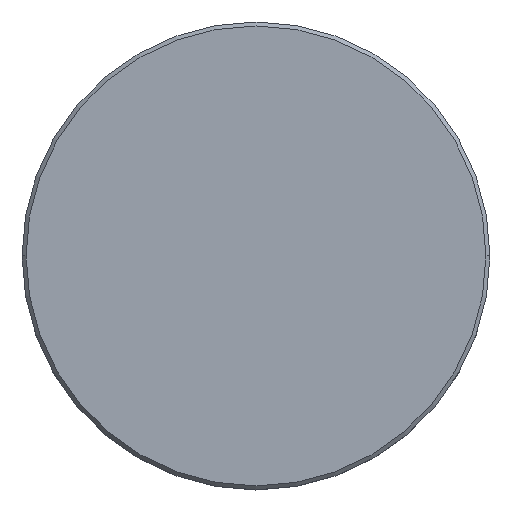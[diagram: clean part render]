
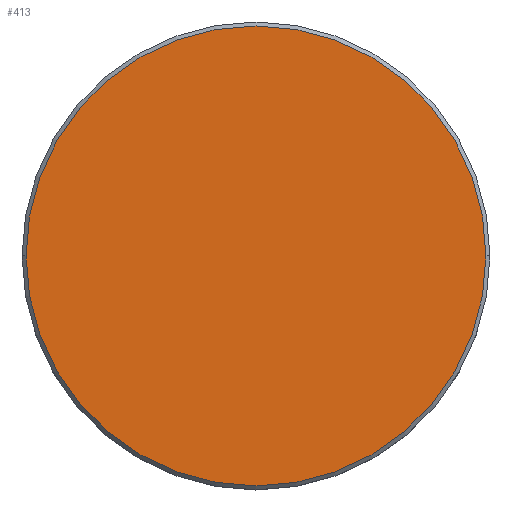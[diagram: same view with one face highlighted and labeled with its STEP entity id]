
A CAD part, top view. The second image highlights one B-rep face of the part: STEP entity #413.
In plain terms, the highlighted planar face has unit normal (0, 0, 1).
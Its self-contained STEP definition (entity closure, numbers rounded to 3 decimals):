
#81 = AXIS2_PLACEMENT_3D ( 'NONE', #158, #708, #805 ) ;
#83 = FACE_OUTER_BOUND ( 'NONE', #337, .T. ) ;
#158 = CARTESIAN_POINT ( 'NONE',  ( 0., 0., 0. ) ) ;
#174 = CIRCLE ( 'NONE', #780, 29. ) ;
#208 = CARTESIAN_POINT ( 'NONE',  ( -29., 0., 0. ) ) ;
#249 = DIRECTION ( 'NONE',  ( 1., 0., 0. ) ) ;
#289 = VERTEX_POINT ( 'NONE', #688 ) ;
#297 = EDGE_CURVE ( 'NONE', #289, #1159, #796, .T. ) ;
#335 = PLANE ( 'NONE',  #705 ) ;
#337 = EDGE_LOOP ( 'NONE', ( #401, #447 ) ) ;
#348 = CARTESIAN_POINT ( 'NONE',  ( 0., 0., 0. ) ) ;
#401 = ORIENTED_EDGE ( 'NONE', *, *, #1125, .T. ) ;
#413 = ADVANCED_FACE ( 'NONE', ( #83 ), #335, .T. ) ;
#443 = CARTESIAN_POINT ( 'NONE',  ( 0., 0., 0. ) ) ;
#447 = ORIENTED_EDGE ( 'NONE', *, *, #297, .T. ) ;
#620 = DIRECTION ( 'NONE',  ( 0., 0., 1. ) ) ;
#688 = CARTESIAN_POINT ( 'NONE',  ( 29., 0., 0. ) ) ;
#705 = AXIS2_PLACEMENT_3D ( 'NONE', #443, #1066, #249 ) ;
#708 = DIRECTION ( 'NONE',  ( 0., 0., 1. ) ) ;
#780 = AXIS2_PLACEMENT_3D ( 'NONE', #348, #620, #903 ) ;
#796 = CIRCLE ( 'NONE', #81, 29. ) ;
#805 = DIRECTION ( 'NONE',  ( 1., 0., 0. ) ) ;
#903 = DIRECTION ( 'NONE',  ( 1., 0., 0. ) ) ;
#1066 = DIRECTION ( 'NONE',  ( 0., 0., 1. ) ) ;
#1125 = EDGE_CURVE ( 'NONE', #1159, #289, #174, .T. ) ;
#1159 = VERTEX_POINT ( 'NONE', #208 ) ;
